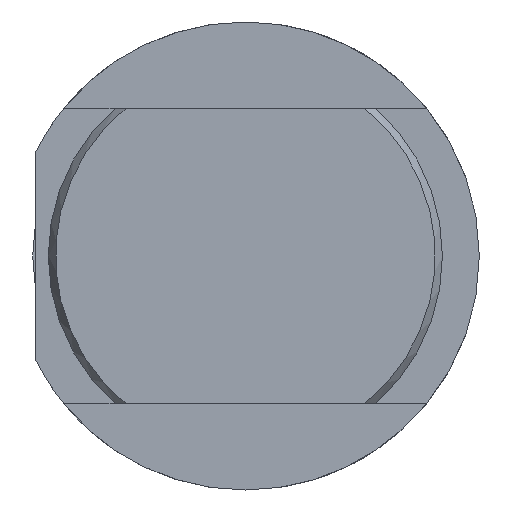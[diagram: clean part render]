
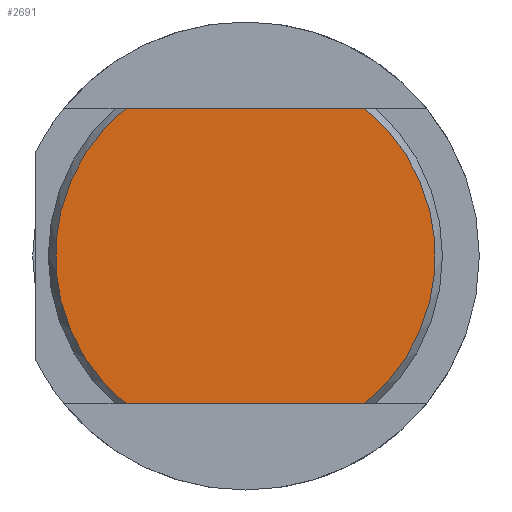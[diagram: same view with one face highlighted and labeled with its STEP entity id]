
A CAD part, left-side view. The second image highlights one B-rep face of the part: STEP entity #2691.
In plain terms, the highlighted planar face has unit normal (-1, 0, 0).
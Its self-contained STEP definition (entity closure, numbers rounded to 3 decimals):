
#129 = ORIENTED_EDGE ( 'NONE', *, *, #1847, .T. ) ;
#130 = ORIENTED_EDGE ( 'NONE', *, *, #1843, .F. ) ;
#131 = ORIENTED_EDGE ( 'NONE', *, *, #1920, .T. ) ;
#132 = ORIENTED_EDGE ( 'NONE', *, *, #1849, .F. ) ;
#514 = CIRCLE ( 'NONE', #1535, 7.711 ) ;
#527 = VERTEX_POINT ( 'NONE', #721 ) ;
#532 = VERTEX_POINT ( 'NONE', #729 ) ;
#537 = VERTEX_POINT ( 'NONE', #734 ) ;
#541 = VERTEX_POINT ( 'NONE', #737 ) ;
#721 = CARTESIAN_POINT ( 'NONE',  ( 0., 4.844, -6. ) ) ;
#729 = CARTESIAN_POINT ( 'NONE',  ( 0., -4.844, -6. ) ) ;
#734 = CARTESIAN_POINT ( 'NONE',  ( 0., -4.844, 6. ) ) ;
#737 = CARTESIAN_POINT ( 'NONE',  ( 0., 4.844, 6. ) ) ;
#1471 = CARTESIAN_POINT ( 'NONE',  ( 0., 7.365, 6. ) ) ;
#1477 = DIRECTION ( 'NONE',  ( 0., -1., 0. ) ) ;
#1487 = CARTESIAN_POINT ( 'NONE',  ( 0., 0., 0. ) ) ;
#1488 = DIRECTION ( 'NONE',  ( -1., 0., 0. ) ) ;
#1489 = DIRECTION ( 'NONE',  ( 0., 0., -1. ) ) ;
#1492 = CARTESIAN_POINT ( 'NONE',  ( 0., 7.365, -6. ) ) ;
#1493 = DIRECTION ( 'NONE',  ( 0., 1., 0. ) ) ;
#1535 = AXIS2_PLACEMENT_3D ( 'NONE', #1487, #1488, #1489 ) ;
#1843 = EDGE_CURVE ( 'NONE', #541, #537, #1953, .T. ) ;
#1847 = EDGE_CURVE ( 'NONE', #532, #537, #514, .T. ) ;
#1849 = EDGE_CURVE ( 'NONE', #532, #527, #3160, .T. ) ;
#1920 = EDGE_CURVE ( 'NONE', #541, #527, #3504, .T. ) ;
#1942 = VECTOR ( 'NONE', #1477, 1000. ) ;
#1953 = LINE ( 'NONE', #1471, #1942 ) ;
#2262 = EDGE_LOOP ( 'NONE', ( #129, #130, #131, #132 ) ) ;
#2442 = AXIS2_PLACEMENT_3D ( 'NONE', #2868, #2869, #2870 ) ;
#2539 = AXIS2_PLACEMENT_3D ( 'NONE', #3211, #3213, #3214 ) ;
#2691 = ADVANCED_FACE ( 'NONE', ( #3681 ), #3212, .F. ) ;
#2868 = CARTESIAN_POINT ( 'NONE',  ( 0., 0., 0. ) ) ;
#2869 = DIRECTION ( 'NONE',  ( -1., 0., 0. ) ) ;
#2870 = DIRECTION ( 'NONE',  ( 0., 0., -1. ) ) ;
#3160 = LINE ( 'NONE', #1492, #3186 ) ;
#3186 = VECTOR ( 'NONE', #1493, 1000. ) ;
#3211 = CARTESIAN_POINT ( 'NONE',  ( 0., 0., 0. ) ) ;
#3212 = PLANE ( 'NONE',  #2539 ) ;
#3213 = DIRECTION ( 'NONE',  ( 1., 0., 0. ) ) ;
#3214 = DIRECTION ( 'NONE',  ( 0., 0., -1. ) ) ;
#3504 = CIRCLE ( 'NONE', #2442, 7.711 ) ;
#3681 = FACE_OUTER_BOUND ( 'NONE', #2262, .T. ) ;
